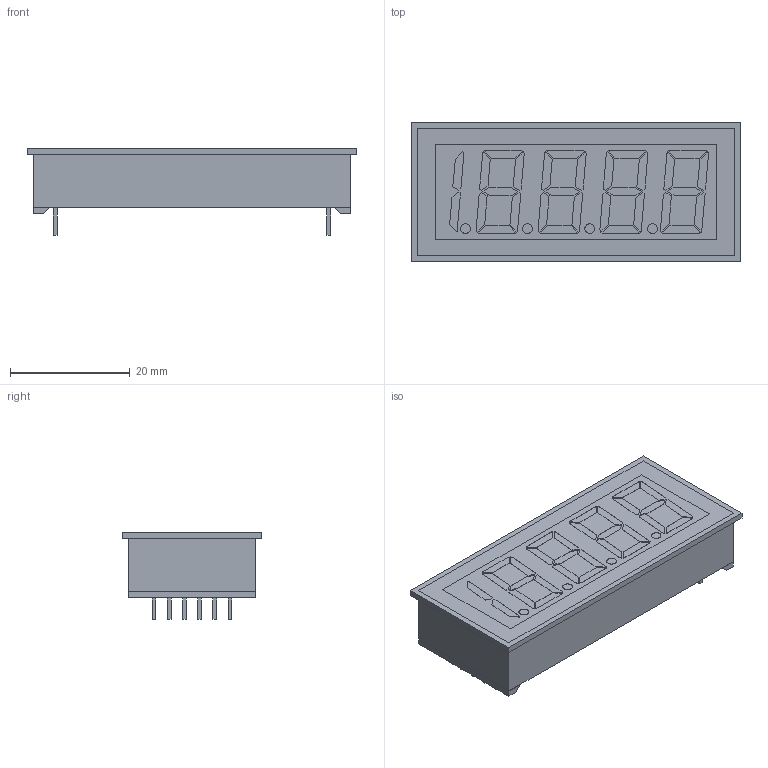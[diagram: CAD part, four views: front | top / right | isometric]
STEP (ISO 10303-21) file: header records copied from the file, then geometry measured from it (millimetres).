
FILE_DESCRIPTION((''),'2;1');
FILE_NAME('DS_DMS-40LCD-1-2-5-C.stp','2010-12-06T15:01:05',(''),(''),'Mechanical Desktop 2011','Mechanical Desktop 2011',', , ');
FILE_SCHEMA(('AUTOMOTIVE_DESIGN { 1 2 10303 214 1 1 1 1 }'));
Length unit declared in the file: millimetre
Products named in the file (1): Product
Bounding box: 55.1 x 23.4 x 14.5 mm (x, y, z)
Volume: 11492.9 mm3; surface area: 9880.1 mm2
Topology: 53 solids, 53 shells, 606 faces, 1392 edges, 928 vertices
Faces by surface type: plane 512, cylinder 88, bspline 6
Entity records: 16934 total; most frequent: CARTESIAN_POINT 2945, ORIENTED_EDGE 2784, DIRECTION 2774, EDGE_CURVE 1392, VECTOR 1212, LINE 1212, VERTEX_POINT 928, AXIS2_PLACEMENT_3D 781
